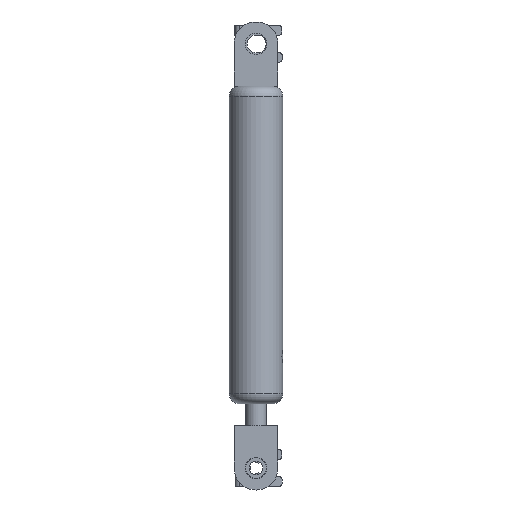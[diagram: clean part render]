
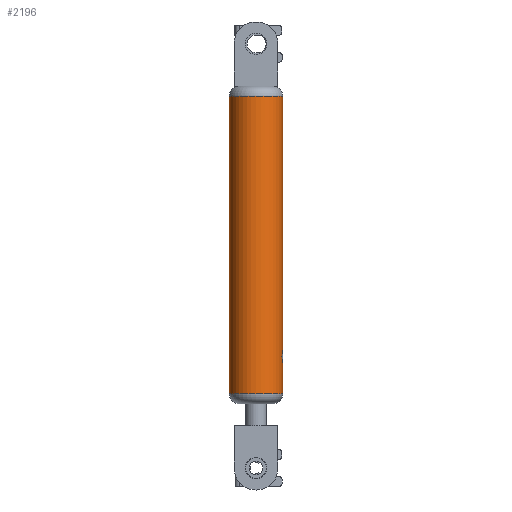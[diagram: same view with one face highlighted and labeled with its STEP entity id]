
A CAD part, left-side view. The second image highlights one B-rep face of the part: STEP entity #2196.
In plain terms, the highlighted cylindrical face has radius 7.9 mm (diameter 15.8 mm), a partial arc.
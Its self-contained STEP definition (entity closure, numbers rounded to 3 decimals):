
#36 = CARTESIAN_POINT ( 'NONE',  ( -0.065, -34.001, 7.9 ) ) ;
#66 = CARTESIAN_POINT ( 'NONE',  ( 0., -34., 7.9 ) ) ;
#84 = CARTESIAN_POINT ( 'NONE',  ( 0., -47., 7.9 ) ) ;
#167 = CARTESIAN_POINT ( 'NONE',  ( 0., 41., 0. ) ) ;
#178 = DIRECTION ( 'NONE',  ( 0., 1., 0. ) ) ;
#245 = ORIENTED_EDGE ( 'NONE', *, *, #4781, .T. ) ;
#455 = FACE_OUTER_BOUND ( 'NONE', #1450, .T. ) ;
#587 = EDGE_CURVE ( 'NONE', #2620, #3355, #2111, .T. ) ;
#793 = ORIENTED_EDGE ( 'NONE', *, *, #2609, .T. ) ;
#802 = VECTOR ( 'NONE', #1222, 1000. ) ;
#804 = AXIS2_PLACEMENT_3D ( 'NONE', #1199, #2004, #2802 ) ;
#809 = CIRCLE ( 'NONE', #804, 7.9 ) ;
#829 = CARTESIAN_POINT ( 'NONE',  ( -1.59, -34.772, 7.741 ) ) ;
#857 = CARTESIAN_POINT ( 'NONE',  ( -1.224, -34.401, 7.807 ) ) ;
#863 = CARTESIAN_POINT ( 'NONE',  ( 0., 63.002, 7.9 ) ) ;
#878 = VERTEX_POINT ( 'NONE', #84 ) ;
#1067 = ORIENTED_EDGE ( 'NONE', *, *, #4807, .T. ) ;
#1199 = CARTESIAN_POINT ( 'NONE',  ( 0., -47., 0. ) ) ;
#1213 = CARTESIAN_POINT ( 'NONE',  ( -1.966, -36.261, 7.652 ) ) ;
#1222 = DIRECTION ( 'NONE',  ( 0., 1., 0. ) ) ;
#1246 = CARTESIAN_POINT ( 'NONE',  ( -1.732, -34.99, 7.708 ) ) ;
#1260 = CARTESIAN_POINT ( 'NONE',  ( -0.228, -34.011, 7.897 ) ) ;
#1292 = CARTESIAN_POINT ( 'NONE',  ( -1.224, -37.6, 7.807 ) ) ;
#1319 = CARTESIAN_POINT ( 'NONE',  ( 0., -38., 7.9 ) ) ;
#1450 = EDGE_LOOP ( 'NONE', ( #4697, #793, #1067, #2675, #245, #2890 ) ) ;
#1567 = DIRECTION ( 'NONE',  ( 0., 1., 0. ) ) ;
#1578 = CARTESIAN_POINT ( 'NONE',  ( -1.929, -35.48, 7.661 ) ) ;
#1729 = VERTEX_POINT ( 'NONE', #3456 ) ;
#1731 = CARTESIAN_POINT ( 'NONE',  ( 0., 63.002, 0. ) ) ;
#1736 = CARTESIAN_POINT ( 'NONE',  ( 0., 41., 7.9 ) ) ;
#1758 = VECTOR ( 'NONE', #1567, 1000. ) ;
#1885 = VECTOR ( 'NONE', #2737, 1000. ) ;
#1956 = AXIS2_PLACEMENT_3D ( 'NONE', #167, #3725, #2065 ) ;
#1971 = CARTESIAN_POINT ( 'NONE',  ( -1.978, -36.132, 7.648 ) ) ;
#1989 = CARTESIAN_POINT ( 'NONE',  ( -0.519, -34.065, 7.884 ) ) ;
#2004 = DIRECTION ( 'NONE',  ( 0., 1., 0. ) ) ;
#2025 = CARTESIAN_POINT ( 'NONE',  ( -1.979, -35.736, 7.648 ) ) ;
#2065 = DIRECTION ( 'NONE',  ( 0., 0., 1. ) ) ;
#2111 = CIRCLE ( 'NONE', #1956, 7.9 ) ;
#2137 = LINE ( 'NONE', #863, #1758 ) ;
#2196 = ADVANCED_FACE ( 'NONE', ( #455 ), #2460, .T. ) ;
#2429 = CARTESIAN_POINT ( 'NONE',  ( -1.916, -36.519, 7.664 ) ) ;
#2459 = CARTESIAN_POINT ( 'NONE',  ( -1.589, -37.228, 7.741 ) ) ;
#2460 = CYLINDRICAL_SURFACE ( 'NONE', #2852, 7.9 ) ;
#2527 = CARTESIAN_POINT ( 'NONE',  ( -1.009, -37.745, 7.839 ) ) ;
#2609 = EDGE_CURVE ( 'NONE', #3629, #878, #809, .T. ) ;
#2620 = VERTEX_POINT ( 'NONE', #4402 ) ;
#2675 = ORIENTED_EDGE ( 'NONE', *, *, #2680, .F. ) ;
#2680 = EDGE_CURVE ( 'NONE', #1729, #3403, #4190, .T. ) ;
#2737 = DIRECTION ( 'NONE',  ( 0., 1., 0. ) ) ;
#2802 = DIRECTION ( 'NONE',  ( 0., 0., 1. ) ) ;
#2852 = AXIS2_PLACEMENT_3D ( 'NONE', #1731, #178, #4101 ) ;
#2890 = ORIENTED_EDGE ( 'NONE', *, *, #587, .F. ) ;
#3013 = CARTESIAN_POINT ( 'NONE',  ( 0., -47., -7.9 ) ) ;
#3153 = CARTESIAN_POINT ( 'NONE',  ( -0.114, -34.003, 7.899 ) ) ;
#3222 = CARTESIAN_POINT ( 'NONE',  ( -0.326, -34.026, 7.894 ) ) ;
#3298 = CARTESIAN_POINT ( 'NONE',  ( -0.267, -38., 7.9 ) ) ;
#3355 = VERTEX_POINT ( 'NONE', #1736 ) ;
#3403 = VERTEX_POINT ( 'NONE', #1319 ) ;
#3432 = LINE ( 'NONE', #3535, #1885 ) ;
#3456 = CARTESIAN_POINT ( 'NONE',  ( 0., -34., 7.9 ) ) ;
#3535 = CARTESIAN_POINT ( 'NONE',  ( 0., 63.002, 7.9 ) ) ;
#3546 = CARTESIAN_POINT ( 'NONE',  ( -1.005, -34.253, 7.839 ) ) ;
#3580 = CARTESIAN_POINT ( 'NONE',  ( -0.033, -34., 7.9 ) ) ;
#3595 = CARTESIAN_POINT ( 'NONE',  ( -0.015, -34., 7.9 ) ) ;
#3629 = VERTEX_POINT ( 'NONE', #3013 ) ;
#3725 = DIRECTION ( 'NONE',  ( 0., 1., 0. ) ) ;
#3939 = CARTESIAN_POINT ( 'NONE',  ( -0.644, -34.102, 7.875 ) ) ;
#3961 = CARTESIAN_POINT ( 'NONE',  ( -1.88, -36.645, 7.673 ) ) ;
#4035 = EDGE_CURVE ( 'NONE', #3629, #2620, #4647, .T. ) ;
#4044 = CARTESIAN_POINT ( 'NONE',  ( -0.519, -37.949, 7.887 ) ) ;
#4084 = CARTESIAN_POINT ( 'NONE',  ( 0., -38., 7.9 ) ) ;
#4101 = DIRECTION ( 'NONE',  ( 0., 0., 1. ) ) ;
#4190 = B_SPLINE_CURVE_WITH_KNOTS ( 'NONE', 3,
 ( #66, #3595, #3580, #36, #3153, #1260, #3222, #1989, #3939, #3546, #857, #829, #1246, #1578, #2025, #1971, #1213, #2429, #3961, #4737, #2459, #1292, #2527, #4044, #3298, #4084 ),
 .UNSPECIFIED., .F., .F.,
 ( 4, 2, 1, 1, 2, 2, 2, 2, 2, 2, 2, 2, 2, 4 ),
 ( 0.25, 0.254, 0.258, 0.266, 0.281, 0.312, 0.375, 0.437, 0.5, 0.531, 0.562, 0.625, 0.687, 0.75 ),
 .UNSPECIFIED. ) ;
#4402 = CARTESIAN_POINT ( 'NONE',  ( 0., 41., -7.9 ) ) ;
#4647 = LINE ( 'NONE', #4662, #802 ) ;
#4662 = CARTESIAN_POINT ( 'NONE',  ( 0., 63.002, -7.9 ) ) ;
#4697 = ORIENTED_EDGE ( 'NONE', *, *, #4035, .F. ) ;
#4737 = CARTESIAN_POINT ( 'NONE',  ( -1.734, -37.007, 7.708 ) ) ;
#4781 = EDGE_CURVE ( 'NONE', #1729, #3355, #3432, .T. ) ;
#4807 = EDGE_CURVE ( 'NONE', #878, #3403, #2137, .T. ) ;
